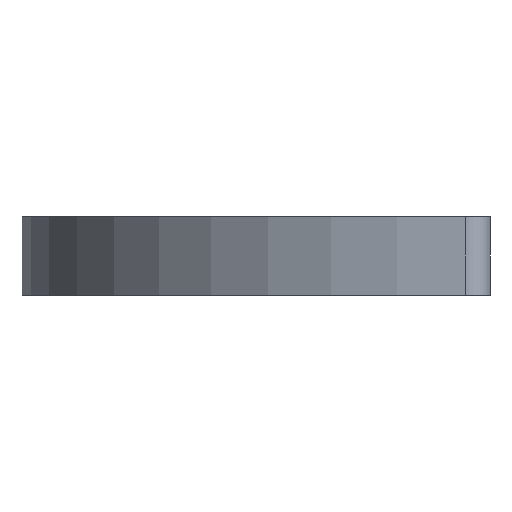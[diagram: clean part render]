
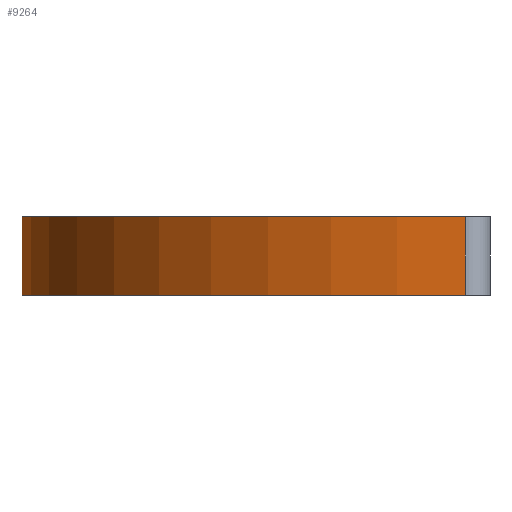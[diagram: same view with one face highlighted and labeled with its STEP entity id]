
A CAD part, left-side view. The second image highlights one B-rep face of the part: STEP entity #9264.
In plain terms, the highlighted cylindrical face has radius 60 mm (diameter 120 mm), a partial arc.
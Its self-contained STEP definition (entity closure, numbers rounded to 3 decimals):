
#45 = PLANE('',#46);
#46 = AXIS2_PLACEMENT_3D('',#47,#48,#49);
#47 = CARTESIAN_POINT('',(350.667,237.148,0.));
#48 = DIRECTION('',(0.,0.,1.));
#49 = DIRECTION('',(1.,0.,-0.));
#106 = PLANE('',#107);
#107 = AXIS2_PLACEMENT_3D('',#108,#109,#110);
#108 = CARTESIAN_POINT('',(350.667,237.148,10.));
#109 = DIRECTION('',(0.,0.,1.));
#110 = DIRECTION('',(1.,0.,-0.));
#9175 = CYLINDRICAL_SURFACE('',#9176,3.);
#9176 = AXIS2_PLACEMENT_3D('',#9177,#9178,#9179);
#9177 = CARTESIAN_POINT('',(321.752,212.141,0.));
#9178 = DIRECTION('',(0.,0.,1.));
#9179 = DIRECTION('',(-0.999,0.053,0.));
#9191 = VERTEX_POINT('',#9192);
#9192 = CARTESIAN_POINT('',(318.756,212.299,0.));
#9216 = VERTEX_POINT('',#9217);
#9217 = CARTESIAN_POINT('',(318.756,212.299,10.));
#9239 = EDGE_CURVE('',#9191,#9216,#9240,.T.);
#9240 = SURFACE_CURVE('',#9241,(#9245,#9252),.PCURVE_S1.);
#9241 = LINE('',#9242,#9243);
#9242 = CARTESIAN_POINT('',(318.756,212.299,0.));
#9243 = VECTOR('',#9244,1.);
#9244 = DIRECTION('',(0.,0.,1.));
#9245 = PCURVE('',#9175,#9246);
#9246 = DEFINITIONAL_REPRESENTATION('',(#9247),#9251);
#9247 = LINE('',#9248,#9249);
#9248 = CARTESIAN_POINT('',(0.,0.));
#9249 = VECTOR('',#9250,1.);
#9250 = DIRECTION('',(0.,1.));
#9251 = ( GEOMETRIC_REPRESENTATION_CONTEXT(2) 
PARAMETRIC_REPRESENTATION_CONTEXT() REPRESENTATION_CONTEXT('2D SPACE',''
  ) );
#9252 = PCURVE('',#9253,#9258);
#9253 = CYLINDRICAL_SURFACE('',#9254,60.);
#9254 = AXIS2_PLACEMENT_3D('',#9255,#9256,#9257);
#9255 = CARTESIAN_POINT('',(378.673,209.141,0.));
#9256 = DIRECTION('',(0.,0.,1.));
#9257 = DIRECTION('',(-0.053,0.999,0.));
#9258 = DEFINITIONAL_REPRESENTATION('',(#9259),#9263);
#9259 = LINE('',#9260,#9261);
#9260 = CARTESIAN_POINT('',(1.465,0.));
#9261 = VECTOR('',#9262,1.);
#9262 = DIRECTION('',(0.,1.));
#9263 = ( GEOMETRIC_REPRESENTATION_CONTEXT(2) 
PARAMETRIC_REPRESENTATION_CONTEXT() REPRESENTATION_CONTEXT('2D SPACE',''
  ) );
#9264 = ADVANCED_FACE('',(#9265),#9253,.T.);
#9265 = FACE_BOUND('',#9266,.T.);
#9266 = EDGE_LOOP('',(#9267,#9291,#9292,#9316));
#9267 = ORIENTED_EDGE('',*,*,#9268,.T.);
#9268 = EDGE_CURVE('',#9269,#9191,#9271,.T.);
#9269 = VERTEX_POINT('',#9270);
#9270 = CARTESIAN_POINT('',(375.515,269.058,0.));
#9271 = SURFACE_CURVE('',#9272,(#9277,#9284),.PCURVE_S1.);
#9272 = CIRCLE('',#9273,60.);
#9273 = AXIS2_PLACEMENT_3D('',#9274,#9275,#9276);
#9274 = CARTESIAN_POINT('',(378.673,209.141,0.));
#9275 = DIRECTION('',(0.,0.,1.));
#9276 = DIRECTION('',(-0.053,0.999,0.));
#9277 = PCURVE('',#9253,#9278);
#9278 = DEFINITIONAL_REPRESENTATION('',(#9279),#9283);
#9279 = LINE('',#9280,#9281);
#9280 = CARTESIAN_POINT('',(0.,0.));
#9281 = VECTOR('',#9282,1.);
#9282 = DIRECTION('',(1.,0.));
#9283 = ( GEOMETRIC_REPRESENTATION_CONTEXT(2) 
PARAMETRIC_REPRESENTATION_CONTEXT() REPRESENTATION_CONTEXT('2D SPACE',''
  ) );
#9284 = PCURVE('',#45,#9285);
#9285 = DEFINITIONAL_REPRESENTATION('',(#9286),#9290);
#9286 = CIRCLE('',#9287,60.);
#9287 = AXIS2_PLACEMENT_2D('',#9288,#9289);
#9288 = CARTESIAN_POINT('',(28.006,-28.006));
#9289 = DIRECTION('',(-0.053,0.999));
#9290 = ( GEOMETRIC_REPRESENTATION_CONTEXT(2) 
PARAMETRIC_REPRESENTATION_CONTEXT() REPRESENTATION_CONTEXT('2D SPACE',''
  ) );
#9291 = ORIENTED_EDGE('',*,*,#9239,.T.);
#9292 = ORIENTED_EDGE('',*,*,#9293,.F.);
#9293 = EDGE_CURVE('',#9294,#9216,#9296,.T.);
#9294 = VERTEX_POINT('',#9295);
#9295 = CARTESIAN_POINT('',(375.515,269.058,10.));
#9296 = SURFACE_CURVE('',#9297,(#9302,#9309),.PCURVE_S1.);
#9297 = CIRCLE('',#9298,60.);
#9298 = AXIS2_PLACEMENT_3D('',#9299,#9300,#9301);
#9299 = CARTESIAN_POINT('',(378.673,209.141,10.));
#9300 = DIRECTION('',(0.,0.,1.));
#9301 = DIRECTION('',(-0.053,0.999,0.));
#9302 = PCURVE('',#9253,#9303);
#9303 = DEFINITIONAL_REPRESENTATION('',(#9304),#9308);
#9304 = LINE('',#9305,#9306);
#9305 = CARTESIAN_POINT('',(0.,10.));
#9306 = VECTOR('',#9307,1.);
#9307 = DIRECTION('',(1.,0.));
#9308 = ( GEOMETRIC_REPRESENTATION_CONTEXT(2) 
PARAMETRIC_REPRESENTATION_CONTEXT() REPRESENTATION_CONTEXT('2D SPACE',''
  ) );
#9309 = PCURVE('',#106,#9310);
#9310 = DEFINITIONAL_REPRESENTATION('',(#9311),#9315);
#9311 = CIRCLE('',#9312,60.);
#9312 = AXIS2_PLACEMENT_2D('',#9313,#9314);
#9313 = CARTESIAN_POINT('',(28.006,-28.006));
#9314 = DIRECTION('',(-0.053,0.999));
#9315 = ( GEOMETRIC_REPRESENTATION_CONTEXT(2) 
PARAMETRIC_REPRESENTATION_CONTEXT() REPRESENTATION_CONTEXT('2D SPACE',''
  ) );
#9316 = ORIENTED_EDGE('',*,*,#9317,.F.);
#9317 = EDGE_CURVE('',#9269,#9294,#9318,.T.);
#9318 = SURFACE_CURVE('',#9319,(#9323,#9330),.PCURVE_S1.);
#9319 = LINE('',#9320,#9321);
#9320 = CARTESIAN_POINT('',(375.515,269.058,0.));
#9321 = VECTOR('',#9322,1.);
#9322 = DIRECTION('',(0.,0.,1.));
#9323 = PCURVE('',#9253,#9324);
#9324 = DEFINITIONAL_REPRESENTATION('',(#9325),#9329);
#9325 = LINE('',#9326,#9327);
#9326 = CARTESIAN_POINT('',(0.,0.));
#9327 = VECTOR('',#9328,1.);
#9328 = DIRECTION('',(0.,1.));
#9329 = ( GEOMETRIC_REPRESENTATION_CONTEXT(2) 
PARAMETRIC_REPRESENTATION_CONTEXT() REPRESENTATION_CONTEXT('2D SPACE',''
  ) );
#9330 = PCURVE('',#9331,#9336);
#9331 = CYLINDRICAL_SURFACE('',#9332,3.);
#9332 = AXIS2_PLACEMENT_3D('',#9333,#9334,#9335);
#9333 = CARTESIAN_POINT('',(375.673,266.062,0.));
#9334 = DIRECTION('',(0.,0.,1.));
#9335 = DIRECTION('',(1.,0.,-0.));
#9336 = DEFINITIONAL_REPRESENTATION('',(#9337),#9341);
#9337 = LINE('',#9338,#9339);
#9338 = CARTESIAN_POINT('',(1.623,0.));
#9339 = VECTOR('',#9340,1.);
#9340 = DIRECTION('',(0.,1.));
#9341 = ( GEOMETRIC_REPRESENTATION_CONTEXT(2) 
PARAMETRIC_REPRESENTATION_CONTEXT() REPRESENTATION_CONTEXT('2D SPACE',''
  ) );
